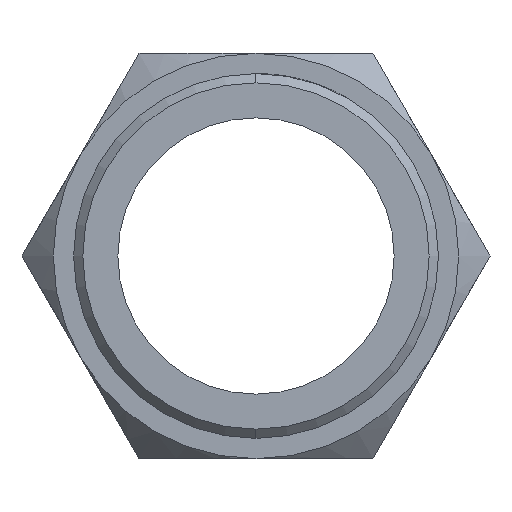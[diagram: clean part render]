
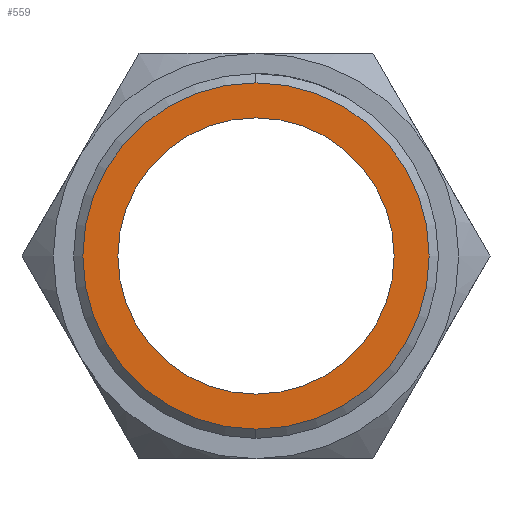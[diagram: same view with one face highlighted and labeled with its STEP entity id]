
A CAD part, left-side view. The second image highlights one B-rep face of the part: STEP entity #559.
In plain terms, the highlighted planar face has unit normal (-1, 0, 0).
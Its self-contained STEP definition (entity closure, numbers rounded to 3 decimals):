
#3 = VERTEX_POINT ( 'NONE', #505 ) ;
#425 = DIRECTION ( 'NONE',  ( 0., 0., -1. ) ) ;
#505 = CARTESIAN_POINT ( 'NONE',  ( 0., 0., 7.5 ) ) ;
#559 = ADVANCED_FACE ( 'NONE', ( #8840, #8882 ), #2724, .F. ) ;
#585 = DIRECTION ( 'NONE',  ( 0., 0., -1. ) ) ;
#1050 = EDGE_LOOP ( 'NONE', ( #6169, #7944 ) ) ;
#1058 = DIRECTION ( 'NONE',  ( -1., 0., 0. ) ) ;
#1230 = EDGE_CURVE ( 'NONE', #5668, #3, #2819, .T. ) ;
#1402 = CIRCLE ( 'NONE', #6178, 9.4 ) ;
#1432 = DIRECTION ( 'NONE',  ( 1., 0., 0. ) ) ;
#1685 = AXIS2_PLACEMENT_3D ( 'NONE', #6192, #1432, #4148 ) ;
#1959 = AXIS2_PLACEMENT_3D ( 'NONE', #3449, #6813, #4817 ) ;
#2294 = DIRECTION ( 'NONE',  ( -1., 0., 0. ) ) ;
#2448 = CARTESIAN_POINT ( 'NONE',  ( 0., 0., 9.4 ) ) ;
#2714 = EDGE_LOOP ( 'NONE', ( #5369, #7301 ) ) ;
#2724 = PLANE ( 'NONE',  #1959 ) ;
#2790 = CARTESIAN_POINT ( 'NONE',  ( 0., 0., 0. ) ) ;
#2819 = CIRCLE ( 'NONE', #3977, 7.5 ) ;
#3092 = EDGE_CURVE ( 'NONE', #3, #5668, #8899, .T. ) ;
#3449 = CARTESIAN_POINT ( 'NONE',  ( 0., 0., 0. ) ) ;
#3977 = AXIS2_PLACEMENT_3D ( 'NONE', #2790, #8327, #585 ) ;
#4087 = EDGE_CURVE ( 'NONE', #6353, #6340, #7041, .T. ) ;
#4148 = DIRECTION ( 'NONE',  ( 0., 0., -1. ) ) ;
#4808 = CARTESIAN_POINT ( 'NONE',  ( 0., 0., -7.5 ) ) ;
#4817 = DIRECTION ( 'NONE',  ( 0., 0., -1. ) ) ;
#5245 = DIRECTION ( 'NONE',  ( 0., 0., -1. ) ) ;
#5369 = ORIENTED_EDGE ( 'NONE', *, *, #4087, .T. ) ;
#5668 = VERTEX_POINT ( 'NONE', #4808 ) ;
#6145 = EDGE_CURVE ( 'NONE', #6340, #6353, #1402, .T. ) ;
#6169 = ORIENTED_EDGE ( 'NONE', *, *, #3092, .T. ) ;
#6178 = AXIS2_PLACEMENT_3D ( 'NONE', #7309, #1058, #425 ) ;
#6192 = CARTESIAN_POINT ( 'NONE',  ( 0., 0., 0. ) ) ;
#6340 = VERTEX_POINT ( 'NONE', #2448 ) ;
#6353 = VERTEX_POINT ( 'NONE', #6436 ) ;
#6436 = CARTESIAN_POINT ( 'NONE',  ( 0., 0., -9.4 ) ) ;
#6813 = DIRECTION ( 'NONE',  ( 1., 0., 0. ) ) ;
#7041 = CIRCLE ( 'NONE', #7177, 9.4 ) ;
#7177 = AXIS2_PLACEMENT_3D ( 'NONE', #8679, #2294, #5245 ) ;
#7301 = ORIENTED_EDGE ( 'NONE', *, *, #6145, .T. ) ;
#7309 = CARTESIAN_POINT ( 'NONE',  ( 0., 0., 0. ) ) ;
#7944 = ORIENTED_EDGE ( 'NONE', *, *, #1230, .T. ) ;
#8327 = DIRECTION ( 'NONE',  ( 1., 0., 0. ) ) ;
#8679 = CARTESIAN_POINT ( 'NONE',  ( 0., 0., 0. ) ) ;
#8840 = FACE_OUTER_BOUND ( 'NONE', #2714, .T. ) ;
#8882 = FACE_BOUND ( 'NONE', #1050, .T. ) ;
#8899 = CIRCLE ( 'NONE', #1685, 7.5 ) ;
